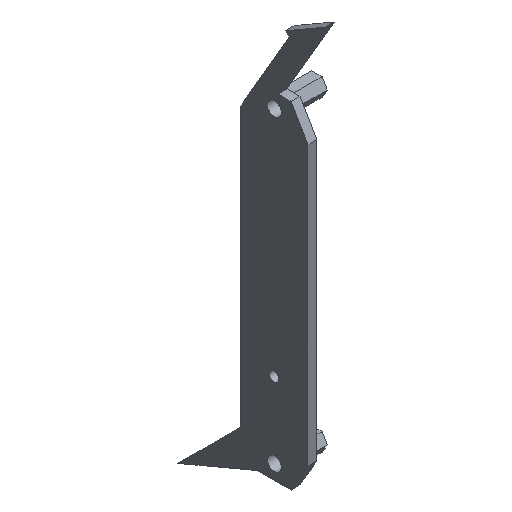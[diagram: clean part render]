
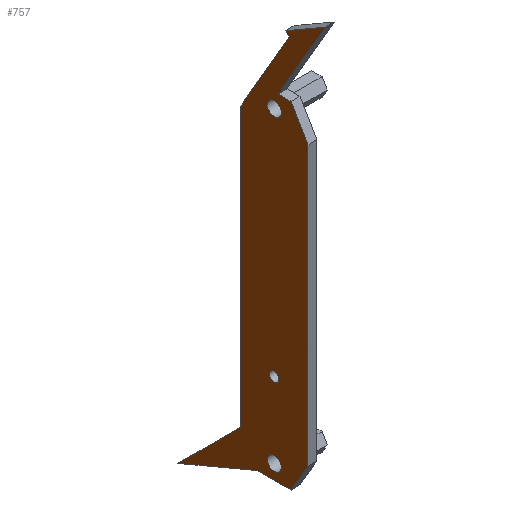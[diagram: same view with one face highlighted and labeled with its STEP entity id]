
A CAD part, isometric view. The second image highlights one B-rep face of the part: STEP entity #757.
In plain terms, the highlighted planar face has unit normal (-1, 0, 0).
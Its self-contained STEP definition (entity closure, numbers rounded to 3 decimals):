
#21=FACE_BOUND('',#165,.T.);
#22=FACE_BOUND('',#166,.T.);
#23=FACE_BOUND('',#167,.T.);
#26=CIRCLE('',#785,2.1);
#27=CIRCLE('',#786,2.1);
#29=CIRCLE('',#789,3.05);
#30=CIRCLE('',#790,3.05);
#32=CIRCLE('',#793,3.05);
#33=CIRCLE('',#794,3.05);
#120=FACE_OUTER_BOUND('',#164,.T.);
#164=EDGE_LOOP('',(#673,#674,#675,#676,#677,#678,#679,#680,#681,#682,#683,
#684));
#165=EDGE_LOOP('',(#685,#686));
#166=EDGE_LOOP('',(#687,#688));
#167=EDGE_LOOP('',(#689,#690));
#170=LINE('',#1038,#249);
#174=LINE('',#1045,#253);
#177=LINE('',#1053,#256);
#181=LINE('',#1062,#260);
#184=LINE('',#1066,#263);
#185=LINE('',#1069,#264);
#231=LINE('',#1206,#310);
#235=LINE('',#1213,#314);
#237=LINE('',#1217,#316);
#240=LINE('',#1222,#319);
#242=LINE('',#1226,#321);
#245=LINE('',#1231,#324);
#249=VECTOR('',#841,10.);
#253=VECTOR('',#847,10.);
#256=VECTOR('',#852,10.);
#260=VECTOR('',#858,10.);
#263=VECTOR('',#863,10.);
#264=VECTOR('',#866,10.);
#310=VECTOR('',#1000,10.);
#314=VECTOR('',#1006,10.);
#316=VECTOR('',#1010,10.);
#319=VECTOR('',#1015,10.);
#321=VECTOR('',#1019,10.);
#324=VECTOR('',#1024,10.);
#328=VERTEX_POINT('',#1035);
#329=VERTEX_POINT('',#1037);
#331=VERTEX_POINT('',#1043);
#334=VERTEX_POINT('',#1050);
#335=VERTEX_POINT('',#1052);
#338=VERTEX_POINT('',#1059);
#339=VERTEX_POINT('',#1061);
#340=VERTEX_POINT('',#1068);
#342=VERTEX_POINT('',#1074);
#343=VERTEX_POINT('',#1075);
#345=VERTEX_POINT('',#1082);
#346=VERTEX_POINT('',#1083);
#348=VERTEX_POINT('',#1090);
#349=VERTEX_POINT('',#1091);
#386=VERTEX_POINT('',#1204);
#387=VERTEX_POINT('',#1205);
#390=VERTEX_POINT('',#1216);
#392=VERTEX_POINT('',#1225);
#396=EDGE_CURVE('',#329,#328,#170,.T.);
#400=EDGE_CURVE('',#328,#331,#174,.T.);
#403=EDGE_CURVE('',#335,#334,#177,.T.);
#407=EDGE_CURVE('',#339,#338,#181,.T.);
#410=EDGE_CURVE('',#338,#335,#184,.T.);
#411=EDGE_CURVE('',#339,#340,#185,.T.);
#414=EDGE_CURVE('',#342,#343,#26,.T.);
#415=EDGE_CURVE('',#343,#342,#27,.T.);
#418=EDGE_CURVE('',#345,#346,#29,.T.);
#419=EDGE_CURVE('',#346,#345,#30,.T.);
#422=EDGE_CURVE('',#348,#349,#32,.T.);
#423=EDGE_CURVE('',#349,#348,#33,.T.);
#477=EDGE_CURVE('',#386,#387,#231,.T.);
#481=EDGE_CURVE('',#340,#386,#235,.T.);
#483=EDGE_CURVE('',#390,#334,#237,.T.);
#486=EDGE_CURVE('',#329,#390,#240,.T.);
#488=EDGE_CURVE('',#392,#331,#242,.T.);
#491=EDGE_CURVE('',#387,#392,#245,.T.);
#673=ORIENTED_EDGE('',*,*,#491,.F.);
#674=ORIENTED_EDGE('',*,*,#477,.F.);
#675=ORIENTED_EDGE('',*,*,#481,.F.);
#676=ORIENTED_EDGE('',*,*,#411,.F.);
#677=ORIENTED_EDGE('',*,*,#407,.T.);
#678=ORIENTED_EDGE('',*,*,#410,.T.);
#679=ORIENTED_EDGE('',*,*,#403,.T.);
#680=ORIENTED_EDGE('',*,*,#483,.F.);
#681=ORIENTED_EDGE('',*,*,#486,.F.);
#682=ORIENTED_EDGE('',*,*,#396,.T.);
#683=ORIENTED_EDGE('',*,*,#400,.T.);
#684=ORIENTED_EDGE('',*,*,#488,.F.);
#685=ORIENTED_EDGE('',*,*,#414,.T.);
#686=ORIENTED_EDGE('',*,*,#415,.T.);
#687=ORIENTED_EDGE('',*,*,#418,.T.);
#688=ORIENTED_EDGE('',*,*,#419,.T.);
#689=ORIENTED_EDGE('',*,*,#422,.T.);
#690=ORIENTED_EDGE('',*,*,#423,.T.);
#720=PLANE('',#834);
#757=ADVANCED_FACE('',(#120,#21,#22,#23),#720,.F.);
#785=AXIS2_PLACEMENT_3D('',#1076,#871,#872);
#786=AXIS2_PLACEMENT_3D('',#1077,#873,#874);
#789=AXIS2_PLACEMENT_3D('',#1084,#880,#881);
#790=AXIS2_PLACEMENT_3D('',#1085,#882,#883);
#793=AXIS2_PLACEMENT_3D('',#1092,#889,#890);
#794=AXIS2_PLACEMENT_3D('',#1093,#891,#892);
#834=AXIS2_PLACEMENT_3D('',#1234,#1028,#1029);
#841=DIRECTION('',(0.,0.707,-0.707));
#847=DIRECTION('',(0.,-0.921,0.389));
#852=DIRECTION('',(0.,-0.866,-0.5));
#858=DIRECTION('',(0.,-0.5,0.866));
#863=DIRECTION('',(0.,0.866,-0.5));
#866=DIRECTION('',(0.,-1.,0.));
#871=DIRECTION('center_axis',(1.,0.,0.));
#872=DIRECTION('ref_axis',(0.,0.,1.));
#873=DIRECTION('center_axis',(1.,0.,0.));
#874=DIRECTION('ref_axis',(0.,0.,1.));
#880=DIRECTION('center_axis',(1.,0.,0.));
#881=DIRECTION('ref_axis',(0.,0.,1.));
#882=DIRECTION('center_axis',(1.,0.,0.));
#883=DIRECTION('ref_axis',(0.,0.,1.));
#889=DIRECTION('center_axis',(1.,0.,0.));
#890=DIRECTION('ref_axis',(0.,0.,1.));
#891=DIRECTION('center_axis',(1.,0.,0.));
#892=DIRECTION('ref_axis',(0.,0.,1.));
#1000=DIRECTION('',(0.,0.,-1.));
#1006=DIRECTION('',(0.,-0.5,-0.866));
#1010=DIRECTION('',(0.,-0.5,0.866));
#1015=DIRECTION('',(0.,0.,1.));
#1019=DIRECTION('',(0.,1.,0.));
#1024=DIRECTION('',(0.,0.5,-0.866));
#1028=DIRECTION('center_axis',(1.,0.,0.));
#1029=DIRECTION('ref_axis',(0.,0.,-1.));
#1035=CARTESIAN_POINT('',(0.,43.,-90.));
#1037=CARTESIAN_POINT('',(0.,15.,-62.01));
#1038=CARTESIAN_POINT('',(0.,15.,-62.01));
#1043=CARTESIAN_POINT('',(0.,7.5,-75.));
#1045=CARTESIAN_POINT('',(0.,43.,-90.));
#1050=CARTESIAN_POINT('',(0.,-6.844,99.844));
#1052=CARTESIAN_POINT('',(0.,-4.844,100.999));
#1053=CARTESIAN_POINT('',(0.,-4.844,100.999));
#1059=CARTESIAN_POINT('',(0.,-22.7,111.308));
#1061=CARTESIAN_POINT('',(0.,-1.738,75.));
#1062=CARTESIAN_POINT('',(0.,-1.738,75.));
#1066=CARTESIAN_POINT('',(0.,-22.7,111.308));
#1068=CARTESIAN_POINT('',(0.,-7.5,75.));
#1069=CARTESIAN_POINT('',(0.,15.,75.));
#1074=CARTESIAN_POINT('',(0.,0.,-32.9));
#1075=CARTESIAN_POINT('',(0.,0.,-37.1));
#1076=CARTESIAN_POINT('Origin',(0.,0.,-35.));
#1077=CARTESIAN_POINT('Origin',(0.,0.,-35.));
#1082=CARTESIAN_POINT('',(0.,0.,-65.455));
#1083=CARTESIAN_POINT('',(0.,0.,-71.555));
#1084=CARTESIAN_POINT('Origin',(0.,0.,-68.505));
#1085=CARTESIAN_POINT('Origin',(0.,0.,-68.505));
#1090=CARTESIAN_POINT('',(0.,0.,71.555));
#1091=CARTESIAN_POINT('',(0.,0.,65.455));
#1092=CARTESIAN_POINT('Origin',(0.,0.,68.505));
#1093=CARTESIAN_POINT('Origin',(0.,0.,68.505));
#1204=CARTESIAN_POINT('',(0.,-15.,62.01));
#1205=CARTESIAN_POINT('',(0.,-15.,-62.01));
#1206=CARTESIAN_POINT('',(0.,-15.,75.));
#1213=CARTESIAN_POINT('',(0.,-7.5,75.));
#1216=CARTESIAN_POINT('',(0.,15.,62.01));
#1217=CARTESIAN_POINT('',(0.,15.,62.01));
#1222=CARTESIAN_POINT('',(0.,15.,-75.));
#1225=CARTESIAN_POINT('',(0.,-7.5,-75.));
#1226=CARTESIAN_POINT('',(0.,-15.,-75.));
#1231=CARTESIAN_POINT('',(0.,-15.,-62.01));
#1234=CARTESIAN_POINT('Origin',(0.,0.,0.));
